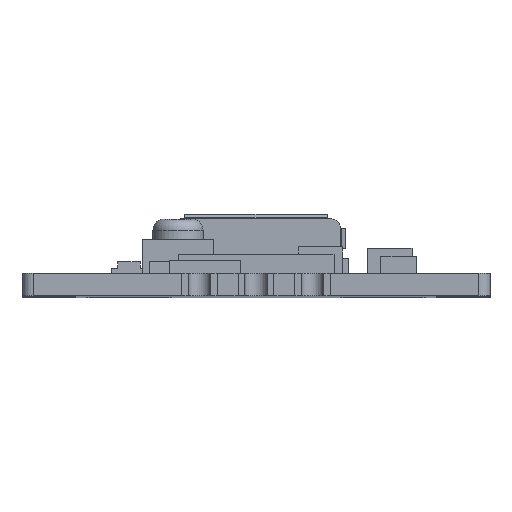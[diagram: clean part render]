
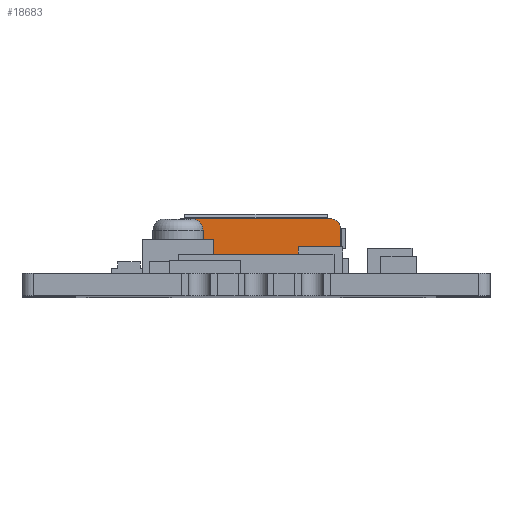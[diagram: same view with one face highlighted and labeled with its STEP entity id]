
A CAD part, top view. The second image highlights one B-rep face of the part: STEP entity #18683.
In plain terms, the highlighted face is planar.
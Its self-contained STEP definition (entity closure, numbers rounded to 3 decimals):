
#18303 = EDGE_CURVE('',#18304,#18306,#18308,.T.);
#18304 = VERTEX_POINT('',#18305);
#18305 = CARTESIAN_POINT('',(-3.689,-0.234,-2.5));
#18306 = VERTEX_POINT('',#18307);
#18307 = CARTESIAN_POINT('',(-2.894,-1.126,-2.5));
#18308 = LINE('',#18309,#18310);
#18309 = CARTESIAN_POINT('',(-3.689,-0.234,-2.5));
#18310 = VECTOR('',#18311,1.);
#18311 = DIRECTION('',(0.665,-0.747,0.));
#18343 = EDGE_CURVE('',#18344,#18304,#18346,.T.);
#18344 = VERTEX_POINT('',#18345);
#18345 = CARTESIAN_POINT('',(-3.79,0.032,-2.5));
#18346 = CIRCLE('',#18347,0.4);
#18347 = AXIS2_PLACEMENT_3D('',#18348,#18349,#18350);
#18348 = CARTESIAN_POINT('',(-3.39,0.032,-2.5));
#18349 = DIRECTION('',(0.,0.,1.));
#18350 = DIRECTION('',(1.,0.,-0.));
#18376 = EDGE_CURVE('',#18377,#18344,#18379,.T.);
#18377 = VERTEX_POINT('',#18378);
#18378 = CARTESIAN_POINT('',(-3.79,0.86,-2.5));
#18379 = LINE('',#18380,#18381);
#18380 = CARTESIAN_POINT('',(-3.79,0.86,-2.5));
#18381 = VECTOR('',#18382,1.);
#18382 = DIRECTION('',(0.,-1.,0.));
#18407 = EDGE_CURVE('',#18408,#18377,#18410,.T.);
#18408 = VERTEX_POINT('',#18409);
#18409 = CARTESIAN_POINT('',(-3.39,1.26,-2.5));
#18410 = CIRCLE('',#18411,0.4);
#18411 = AXIS2_PLACEMENT_3D('',#18412,#18413,#18414);
#18412 = CARTESIAN_POINT('',(-3.39,0.86,-2.5));
#18413 = DIRECTION('',(0.,0.,1.));
#18414 = DIRECTION('',(-1.,0.,0.));
#18440 = EDGE_CURVE('',#18441,#18408,#18443,.T.);
#18441 = VERTEX_POINT('',#18442);
#18442 = CARTESIAN_POINT('',(3.39,1.26,-2.5));
#18443 = LINE('',#18444,#18445);
#18444 = CARTESIAN_POINT('',(-3.39,1.26,-2.5));
#18445 = VECTOR('',#18446,1.);
#18446 = DIRECTION('',(-1.,0.,0.));
#18471 = EDGE_CURVE('',#18472,#18441,#18474,.T.);
#18472 = VERTEX_POINT('',#18473);
#18473 = CARTESIAN_POINT('',(3.79,0.86,-2.5));
#18474 = CIRCLE('',#18475,0.4);
#18475 = AXIS2_PLACEMENT_3D('',#18476,#18477,#18478);
#18476 = CARTESIAN_POINT('',(3.39,0.86,-2.5));
#18477 = DIRECTION('',(0.,0.,1.));
#18478 = DIRECTION('',(1.,0.,-0.));
#18504 = EDGE_CURVE('',#18505,#18472,#18507,.T.);
#18505 = VERTEX_POINT('',#18506);
#18506 = CARTESIAN_POINT('',(3.79,0.032,-2.5));
#18507 = LINE('',#18508,#18509);
#18508 = CARTESIAN_POINT('',(3.79,0.86,-2.5));
#18509 = VECTOR('',#18510,1.);
#18510 = DIRECTION('',(0.,1.,0.));
#18535 = EDGE_CURVE('',#18536,#18505,#18538,.T.);
#18536 = VERTEX_POINT('',#18537);
#18537 = CARTESIAN_POINT('',(3.689,-0.234,-2.5));
#18538 = CIRCLE('',#18539,0.4);
#18539 = AXIS2_PLACEMENT_3D('',#18540,#18541,#18542);
#18540 = CARTESIAN_POINT('',(3.39,0.032,-2.5));
#18541 = DIRECTION('',(0.,0.,1.));
#18542 = DIRECTION('',(-1.,0.,0.));
#18568 = EDGE_CURVE('',#18569,#18536,#18571,.T.);
#18569 = VERTEX_POINT('',#18570);
#18570 = CARTESIAN_POINT('',(2.894,-1.126,-2.5));
#18571 = LINE('',#18572,#18573);
#18572 = CARTESIAN_POINT('',(3.689,-0.234,-2.5));
#18573 = VECTOR('',#18574,1.);
#18574 = DIRECTION('',(0.665,0.747,0.));
#18599 = EDGE_CURVE('',#18600,#18569,#18602,.T.);
#18600 = VERTEX_POINT('',#18601);
#18601 = CARTESIAN_POINT('',(2.596,-1.26,-2.5));
#18602 = CIRCLE('',#18603,0.4);
#18603 = AXIS2_PLACEMENT_3D('',#18604,#18605,#18606);
#18604 = CARTESIAN_POINT('',(2.596,-0.86,-2.5));
#18605 = DIRECTION('',(0.,0.,1.));
#18606 = DIRECTION('',(-1.,0.,0.));
#18632 = EDGE_CURVE('',#18633,#18600,#18635,.T.);
#18633 = VERTEX_POINT('',#18634);
#18634 = CARTESIAN_POINT('',(-2.596,-1.26,-2.5));
#18635 = LINE('',#18636,#18637);
#18636 = CARTESIAN_POINT('',(-2.596,-1.26,-2.5));
#18637 = VECTOR('',#18638,1.);
#18638 = DIRECTION('',(1.,0.,0.));
#18663 = EDGE_CURVE('',#18306,#18633,#18664,.T.);
#18664 = CIRCLE('',#18665,0.4);
#18665 = AXIS2_PLACEMENT_3D('',#18666,#18667,#18668);
#18666 = CARTESIAN_POINT('',(-2.596,-0.86,-2.5));
#18667 = DIRECTION('',(0.,0.,1.));
#18668 = DIRECTION('',(1.,0.,-0.));
#18683 = ADVANCED_FACE('',(#18684),#18698,.F.);
#18684 = FACE_BOUND('',#18685,.T.);
#18685 = EDGE_LOOP('',(#18686,#18687,#18688,#18689,#18690,#18691,#18692,
    #18693,#18694,#18695,#18696,#18697));
#18686 = ORIENTED_EDGE('',*,*,#18663,.F.);
#18687 = ORIENTED_EDGE('',*,*,#18303,.F.);
#18688 = ORIENTED_EDGE('',*,*,#18343,.F.);
#18689 = ORIENTED_EDGE('',*,*,#18376,.F.);
#18690 = ORIENTED_EDGE('',*,*,#18407,.F.);
#18691 = ORIENTED_EDGE('',*,*,#18440,.F.);
#18692 = ORIENTED_EDGE('',*,*,#18471,.F.);
#18693 = ORIENTED_EDGE('',*,*,#18504,.F.);
#18694 = ORIENTED_EDGE('',*,*,#18535,.F.);
#18695 = ORIENTED_EDGE('',*,*,#18568,.F.);
#18696 = ORIENTED_EDGE('',*,*,#18599,.F.);
#18697 = ORIENTED_EDGE('',*,*,#18632,.F.);
#18698 = PLANE('',#18699);
#18699 = AXIS2_PLACEMENT_3D('',#18700,#18701,#18702);
#18700 = CARTESIAN_POINT('',(-2.596,-0.86,-2.5));
#18701 = DIRECTION('',(0.,0.,1.));
#18702 = DIRECTION('',(1.,0.,-0.));
